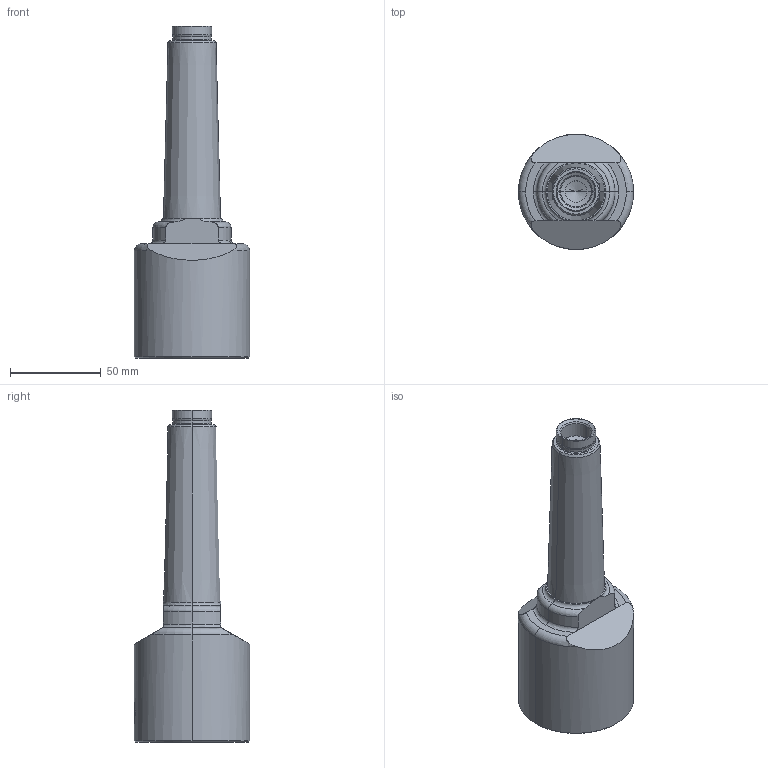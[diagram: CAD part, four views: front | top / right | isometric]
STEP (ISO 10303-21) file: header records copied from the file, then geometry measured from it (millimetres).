
FILE_DESCRIPTION(('no description'),'unknown implementation level');
FILE_NAME('399E70AB-6C9C-470F-A4D6-A5628D89618C_export.stp',' ',('CIMSOURCE GmbH'),('CADClick - KiM GmbH - www.kimweb.de'),'unknown preprocess','ACIS','unknown authorization');
FILE_SCHEMA(('automotive_design'));
Length unit declared in the file: millimetre
Products named in the file (2): 322.563 Kaiser MK4 M14 X CK6 X 130|690.436 Kaiser ETL M12 X 18 CK6_Standard;NONE; 322.563 Kaiser MK4 M14 X CK6 X 130|322.563 Kaiser MK4 M14 X CK6 X 130_Standard;NONE
Bounding box: 63.5 x 63.5 x 183 mm (x, y, z)
Volume: 218704 mm3; surface area: 38936.7 mm2
Topology: 2 solids, 2 shells, 127 faces, 292 edges, 170 vertices
Faces by surface type: cone 38, plane 36, cylinder 32, torus 18, bspline 3
Entity records: 7782 total; most frequent: CARTESIAN_POINT 1573, DIRECTION 642, STYLED_ITEM 585, PRESENTATION_STYLE_ASSIGNMENT 585, COLOUR_RGB 585, ORIENTED_EDGE 572, EDGE_CURVE 286, CURVE_STYLE 286
